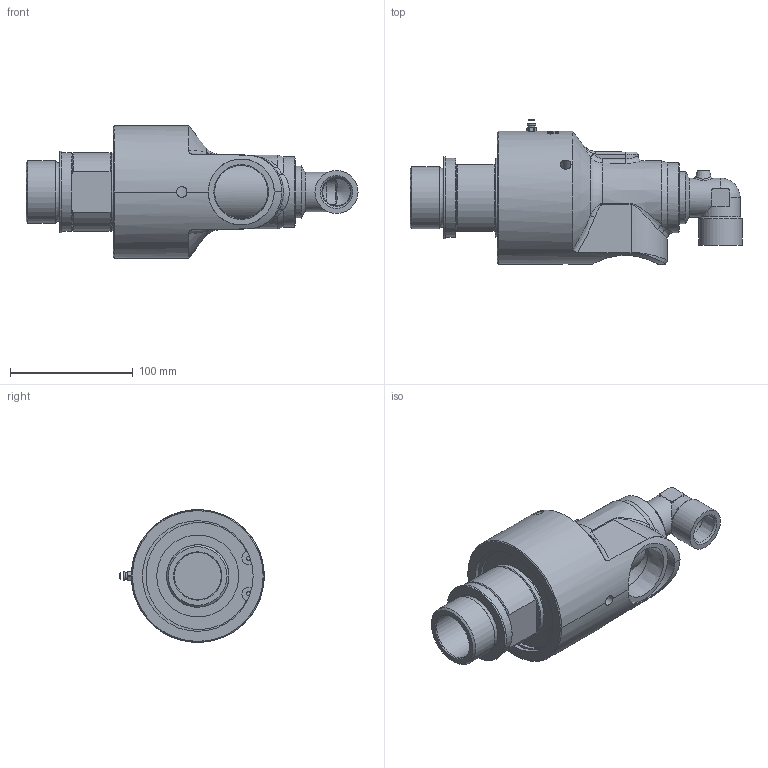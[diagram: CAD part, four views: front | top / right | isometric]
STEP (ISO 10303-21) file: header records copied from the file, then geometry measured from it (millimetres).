
FILE_DESCRIPTION(/* description */ (''),/* implementation_level */ '2;1');
FILE_NAME(/* name */ '555-364-395144-IC.stp',/* time_stamp */ '2020-05-20T13:38:27-05:00',/* author */ ('GALINDOLM'),/* organization */ (''),/* preprocessor_version */ 'ST-DEVELOPER v18',/* originating_system */ 'Autodesk Inventor 2020',/* authorisation */ '');
FILE_SCHEMA (('AUTOMOTIVE_DESIGN { 1 0 10303 214 3 1 1 }'));
Length unit declared in the file: millimetre
Products named in the file (1): 555-364-395144-IC
Bounding box: 270.08 x 117.41 x 108 mm (x, y, z)
Volume: 1013133.3 mm3; surface area: 109185.5 mm2
Topology: 1 solids, 2 shells, 596 faces, 1626 edges, 1081 vertices
Faces by surface type: bspline 281, plane 169, cylinder 88, cone 50, torus 7, sphere 1
Full cylindrical faces by diameter (mm): 2.005 x1, 3.12 x2, 3.5 x1, 5.359 x1, 8.6 x3, 22.631 x1, 25.257 x1, 32 x1, 35 x1, 38.1 x1, 43.256 x1, 50.754 x1, 50.8 x1, 53.7 x1, 56.25 x1, 64 x2, 66.7 x1, 90.07 x1
Entity records: 33829 total; most frequent: CARTESIAN_POINT 19964, ORIENTED_EDGE 3244, DIRECTION 2160, EDGE_CURVE 1622, VERTEX_POINT 1081, AXIS2_PLACEMENT_3D 802, EDGE_LOOP 649, FACE_OUTER_BOUND 596
